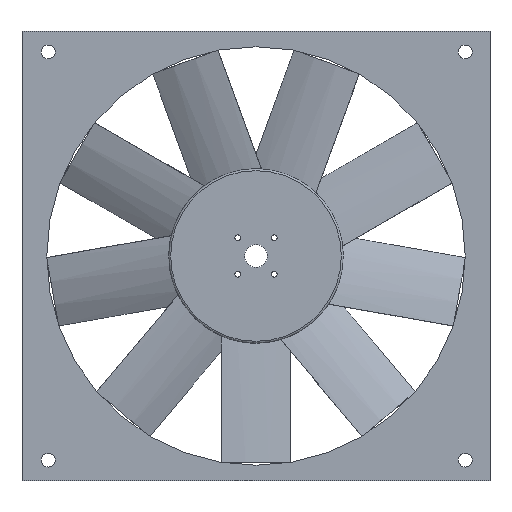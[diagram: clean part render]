
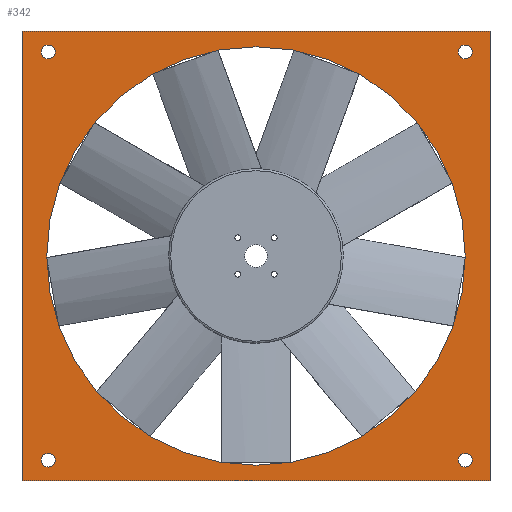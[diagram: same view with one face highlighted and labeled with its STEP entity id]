
A CAD part, front view. The second image highlights one B-rep face of the part: STEP entity #342.
In plain terms, the highlighted planar face has unit normal (0, -1, 0).
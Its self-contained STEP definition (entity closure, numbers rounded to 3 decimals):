
#342=ADVANCED_FACE('',(#1189,#1191,#1193,#1195,#1197,#1199),#1201,.F.);
#1189=FACE_BOUND('',#1190,.T.);
#1190=EDGE_LOOP('',(#1818,#1819,#1820,#1821));
#1191=FACE_BOUND('',#1192,.T.);
#1192=EDGE_LOOP('',(#1822));
#1193=FACE_BOUND('',#1194,.T.);
#1194=EDGE_LOOP('',(#1823));
#1195=FACE_BOUND('',#1196,.T.);
#1196=EDGE_LOOP('',(#1824));
#1197=FACE_BOUND('',#1198,.T.);
#1198=EDGE_LOOP('',(#1825));
#1199=FACE_BOUND('',#1200,.T.);
#1200=EDGE_LOOP('',(#1826));
#1201=PLANE('',#1202);
#1202=AXIS2_PLACEMENT_3D('',#1203,#1204,#1205);
#1203=CARTESIAN_POINT('',(0.,-60.,0.));
#1204=DIRECTION('',(0.,1.,0.));
#1205=DIRECTION('',(-1.,0.,0.));
#1818=ORIENTED_EDGE('',*,*,#2127,.F.);
#1819=ORIENTED_EDGE('',*,*,#2128,.F.);
#1820=ORIENTED_EDGE('',*,*,#2129,.F.);
#1821=ORIENTED_EDGE('',*,*,#2130,.F.);
#1822=ORIENTED_EDGE('',*,*,#2131,.T.);
#1823=ORIENTED_EDGE('',*,*,#2132,.T.);
#1824=ORIENTED_EDGE('',*,*,#2133,.T.);
#1825=ORIENTED_EDGE('',*,*,#2134,.T.);
#1826=ORIENTED_EDGE('',*,*,#2135,.T.);
#2127=EDGE_CURVE('',#2604,#2605,#2606,.T.);
#2128=EDGE_CURVE('',#2607,#2604,#2608,.T.);
#2129=EDGE_CURVE('',#2609,#2607,#2610,.T.);
#2130=EDGE_CURVE('',#2605,#2609,#2611,.T.);
#2131=EDGE_CURVE('',#2612,#2612,#2613,.F.);
#2132=EDGE_CURVE('',#2614,#2614,#2615,.F.);
#2133=EDGE_CURVE('',#2616,#2616,#2617,.F.);
#2134=EDGE_CURVE('',#2618,#2618,#2619,.F.);
#2135=EDGE_CURVE('',#2620,#2620,#2621,.F.);
#2604=VERTEX_POINT('',#4526);
#2605=VERTEX_POINT('',#4527);
#2606=LINE('',#4528,#4529);
#2607=VERTEX_POINT('',#4531);
#2608=LINE('',#4532,#4533);
#2609=VERTEX_POINT('',#4535);
#2610=LINE('',#4536,#4537);
#2611=LINE('',#4539,#4540);
#2612=VERTEX_POINT('',#4542);
#2613=CIRCLE('',#4543,7.5);
#2614=VERTEX_POINT('',#4547);
#2615=CIRCLE('',#4548,7.5);
#2616=VERTEX_POINT('',#4552);
#2617=CIRCLE('',#4553,7.5);
#2618=VERTEX_POINT('',#4557);
#2619=CIRCLE('',#4558,7.5);
#2620=VERTEX_POINT('',#4562);
#2621=CIRCLE('',#4563,228.);
#4526=CARTESIAN_POINT('',(255.,-60.,-245.));
#4527=CARTESIAN_POINT('',(-255.,-60.,-245.));
#4528=CARTESIAN_POINT('',(255.,-60.,-245.));
#4529=VECTOR('',#4530,1.);
#4530=DIRECTION('',(-1.,0.,0.));
#4531=CARTESIAN_POINT('',(255.,-60.,245.));
#4532=CARTESIAN_POINT('',(255.,-60.,245.));
#4533=VECTOR('',#4534,1.);
#4534=DIRECTION('',(0.,0.,-1.));
#4535=CARTESIAN_POINT('',(-255.,-60.,245.));
#4536=CARTESIAN_POINT('',(-255.,-60.,245.));
#4537=VECTOR('',#4538,1.);
#4538=DIRECTION('',(1.,0.,0.));
#4539=CARTESIAN_POINT('',(-255.,-60.,-245.));
#4540=VECTOR('',#4541,1.);
#4541=DIRECTION('',(0.,0.,1.));
#4542=CARTESIAN_POINT('',(-218.906,-60.,222.366));
#4543=AXIS2_PLACEMENT_3D('',#4544,#4545,#4546);
#4544=CARTESIAN_POINT('',(-226.406,-60.,222.366));
#4545=DIRECTION('',(0.,-1.,0.));
#4546=DIRECTION('',(1.,0.,0.));
#4547=CARTESIAN_POINT('',(235.589,-60.,222.366));
#4548=AXIS2_PLACEMENT_3D('',#4549,#4550,#4551);
#4549=CARTESIAN_POINT('',(228.089,-60.,222.366));
#4550=DIRECTION('',(0.,-1.,0.));
#4551=DIRECTION('',(1.,0.,0.));
#4552=CARTESIAN_POINT('',(235.589,-60.,-222.482));
#4553=AXIS2_PLACEMENT_3D('',#4554,#4555,#4556);
#4554=CARTESIAN_POINT('',(228.089,-60.,-222.482));
#4555=DIRECTION('',(0.,-1.,0.));
#4556=DIRECTION('',(1.,0.,0.));
#4557=CARTESIAN_POINT('',(-218.906,-60.,-222.482));
#4558=AXIS2_PLACEMENT_3D('',#4559,#4560,#4561);
#4559=CARTESIAN_POINT('',(-226.406,-60.,-222.482));
#4560=DIRECTION('',(0.,-1.,0.));
#4561=DIRECTION('',(1.,0.,0.));
#4562=CARTESIAN_POINT('',(228.,-60.,0.));
#4563=AXIS2_PLACEMENT_3D('',#4564,#4565,#4566);
#4564=CARTESIAN_POINT('',(0.,-60.,0.));
#4565=DIRECTION('',(0.,-1.,0.));
#4566=DIRECTION('',(1.,0.,0.));
